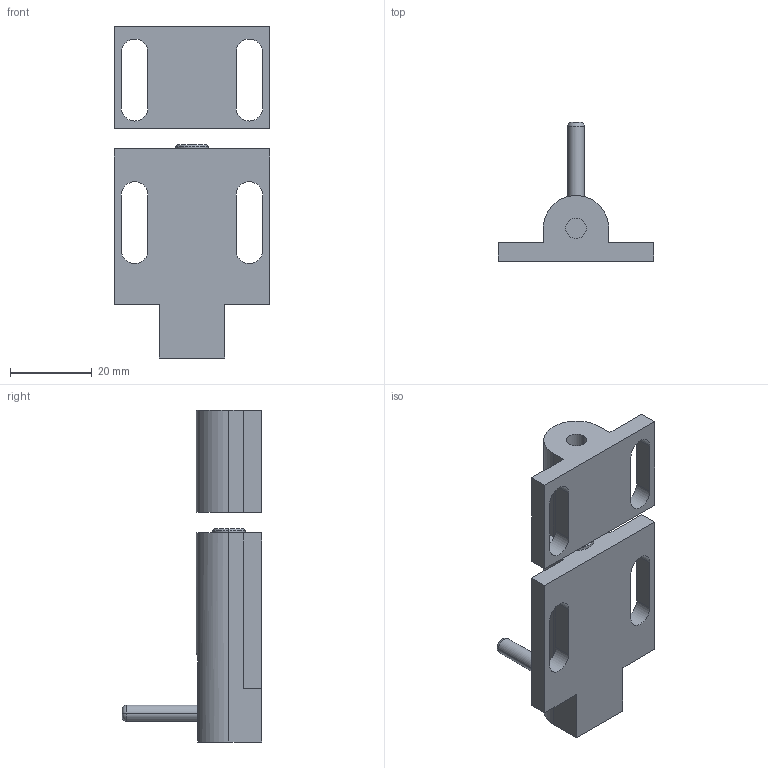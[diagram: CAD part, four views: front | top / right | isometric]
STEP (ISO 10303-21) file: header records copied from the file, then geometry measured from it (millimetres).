
FILE_DESCRIPTION (( 'STEP AP214' ), '1' );
FILE_NAME ('À255 Ùåêîëäà ñ ãîðèçîíòàëüíîé çàäâèæêîé (ïîäðîáíàÿ ìîäåëü).STEP', '2019-02-17T23:53:01', ( 'KIRILL' ), ( '' ), 'SwSTEP 2.0', 'SolidWorks 2018', '' );
FILE_SCHEMA (( 'AUTOMOTIVE_DESIGN' ));
Length unit declared in the file: millimetre
Products named in the file (5): 6-2; 6-3; 6-1; 6-4; À255 Ùåêîëäà ñ ãîðèçîíòàëüíîé çàäâèæêîé (ïîäðîáíàÿ ìîäåëü)
Assembly tree (4 placements, depth 2):
  À255 Ùåêîëäà ñ ãîðèçîíòàëüíîé çàäâèæêîé (ïîäðîáíàÿ ìîäåëü)
    6-2
    6-3
    6-4
    6-1
Bounding box: 38 x 34 x 81 mm (x, y, z)
Volume: 19606.5 mm3; surface area: 11957.5 mm2
Topology: 4 solids, 4 shells, 121 faces, 330 edges, 218 vertices
Faces by surface type: cylinder 61, plane 37, cone 11, bspline 10, torus 2
Entity records: 11235 total; most frequent: CARTESIAN_POINT 8165, ORIENTED_EDGE 660, DIRECTION 504, EDGE_CURVE 330, VERTEX_POINT 218, AXIS2_PLACEMENT_3D 177, VECTOR 150, LINE 150
